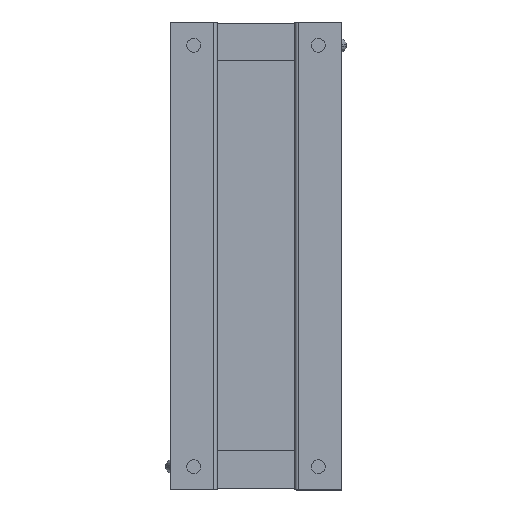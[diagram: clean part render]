
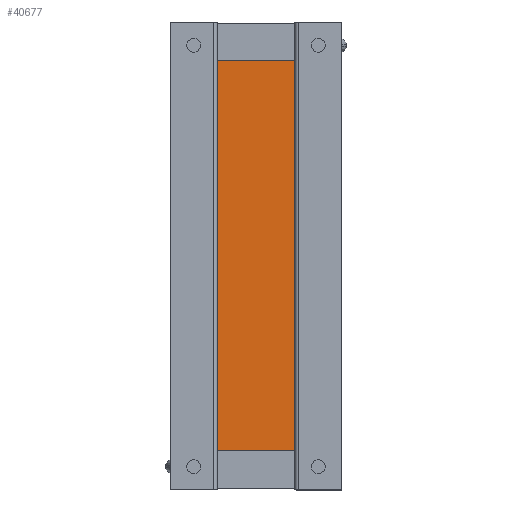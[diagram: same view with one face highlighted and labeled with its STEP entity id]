
A CAD part, front view. The second image highlights one B-rep face of the part: STEP entity #40677.
In plain terms, the highlighted planar face has unit normal (0, -1, 0).
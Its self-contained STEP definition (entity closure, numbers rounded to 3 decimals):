
#3055=FACE_OUTER_BOUND('',#5379,.T.);
#5379=EDGE_LOOP('',(#27071,#27072,#27073,#27074));
#8033=LINE('',#56966,#12583);
#8034=LINE('',#56969,#12584);
#8035=LINE('',#56971,#12585);
#8036=LINE('',#56972,#12586);
#12583=VECTOR('',#46571,10.);
#12584=VECTOR('',#46574,10.);
#12585=VECTOR('',#46575,10.);
#12586=VECTOR('',#46576,10.);
#17128=VERTEX_POINT('',#56959);
#17131=VERTEX_POINT('',#56964);
#17132=VERTEX_POINT('',#56968);
#17133=VERTEX_POINT('',#56970);
#21073=EDGE_CURVE('',#17128,#17131,#8033,.T.);
#21074=EDGE_CURVE('',#17132,#17128,#8034,.T.);
#21075=EDGE_CURVE('',#17133,#17131,#8035,.T.);
#21076=EDGE_CURVE('',#17132,#17133,#8036,.T.);
#27071=ORIENTED_EDGE('',*,*,#21074,.T.);
#27072=ORIENTED_EDGE('',*,*,#21073,.T.);
#27073=ORIENTED_EDGE('',*,*,#21075,.F.);
#27074=ORIENTED_EDGE('',*,*,#21076,.F.);
#38986=PLANE('',#43588);
#40677=ADVANCED_FACE('',(#3055),#38986,.T.);
#43588=AXIS2_PLACEMENT_3D('',#56967,#46572,#46573);
#46571=DIRECTION('',(1.,0.,0.));
#46572=DIRECTION('center_axis',(0.,-1.,0.));
#46573=DIRECTION('ref_axis',(0.,0.,-1.));
#46574=DIRECTION('',(0.,0.,-1.));
#46575=DIRECTION('',(0.,0.,-1.));
#46576=DIRECTION('',(1.,0.,0.));
#56959=CARTESIAN_POINT('',(0.,0.,0.));
#56964=CARTESIAN_POINT('',(50.,0.,0.));
#56966=CARTESIAN_POINT('',(0.,0.,0.));
#56967=CARTESIAN_POINT('Origin',(0.,0.,250.));
#56968=CARTESIAN_POINT('',(0.,0.,250.));
#56969=CARTESIAN_POINT('',(0.,0.,250.));
#56970=CARTESIAN_POINT('',(50.,0.,250.));
#56971=CARTESIAN_POINT('',(50.,0.,250.));
#56972=CARTESIAN_POINT('',(0.,0.,250.));
